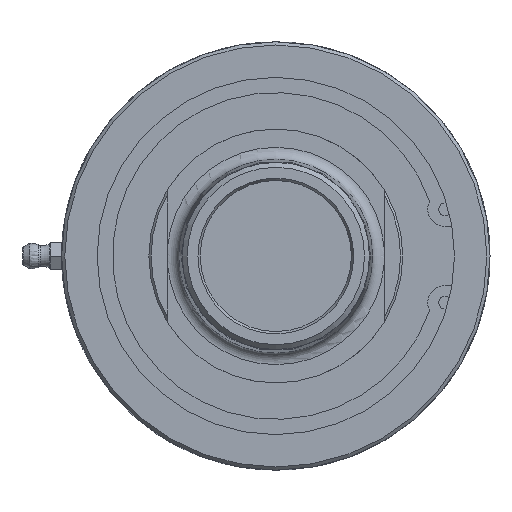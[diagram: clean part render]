
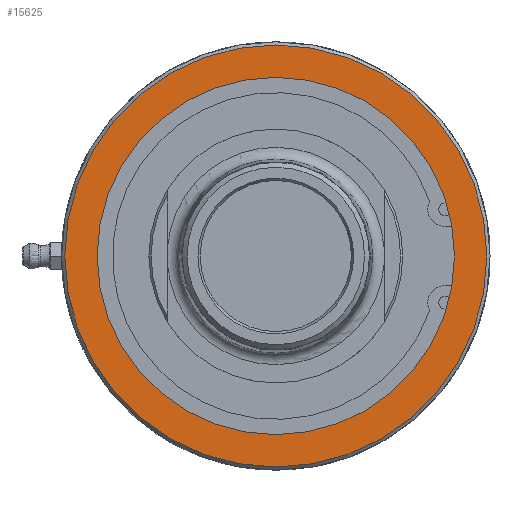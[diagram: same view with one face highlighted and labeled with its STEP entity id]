
A CAD part, left-side view. The second image highlights one B-rep face of the part: STEP entity #15625.
In plain terms, the highlighted planar face has unit normal (-1, 0, 0).
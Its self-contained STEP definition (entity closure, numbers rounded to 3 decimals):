
#780=PLANE('',#16597);
#884=FACE_BOUND('',#3163,.T.);
#1327=CIRCLE('',#16595,53.2);
#1328=CIRCLE('',#16598,45.035);
#2190=FACE_OUTER_BOUND('',#3162,.T.);
#3162=EDGE_LOOP('',(#14177));
#3163=EDGE_LOOP('',(#14178));
#7476=VERTEX_POINT('',#35646);
#7477=VERTEX_POINT('',#35651);
#9728=EDGE_CURVE('',#7476,#7476,#1327,.T.);
#9730=EDGE_CURVE('',#7477,#7477,#1328,.T.);
#14177=ORIENTED_EDGE('',*,*,#9728,.F.);
#14178=ORIENTED_EDGE('',*,*,#9730,.T.);
#15625=ADVANCED_FACE('',(#2190,#884),#780,.F.);
#16595=AXIS2_PLACEMENT_3D('',#35647,#19398,#19399);
#16597=AXIS2_PLACEMENT_3D('',#35650,#19403,#19404);
#16598=AXIS2_PLACEMENT_3D('',#35652,#19405,#19406);
#19398=DIRECTION('center_axis',(1.,0.,0.));
#19399=DIRECTION('ref_axis',(0.,-1.,0.));
#19403=DIRECTION('center_axis',(1.,0.,0.));
#19404=DIRECTION('ref_axis',(0.,0.,-1.));
#19405=DIRECTION('center_axis',(1.,0.,0.));
#19406=DIRECTION('ref_axis',(0.,1.,0.));
#35646=CARTESIAN_POINT('',(2.,53.2,0.));
#35647=CARTESIAN_POINT('Origin',(2.,0.,0.));
#35650=CARTESIAN_POINT('Origin',(2.,27.,0.));
#35651=CARTESIAN_POINT('',(2.,-45.035,0.));
#35652=CARTESIAN_POINT('Origin',(2.,0.,0.));
